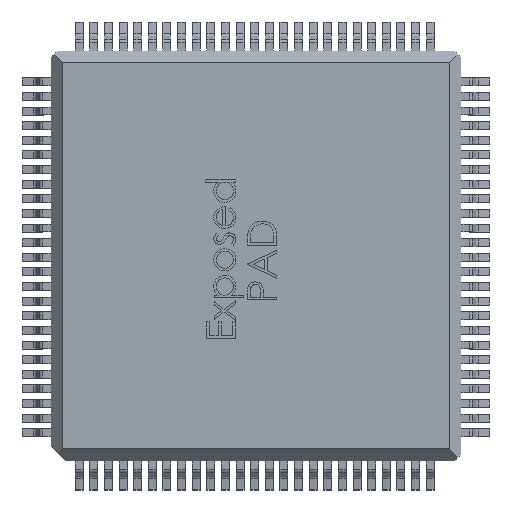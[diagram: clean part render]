
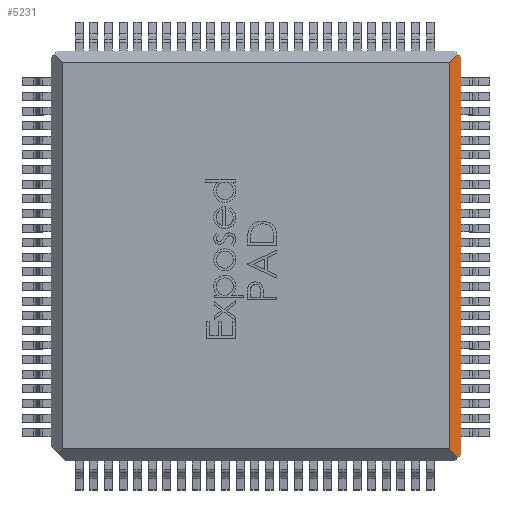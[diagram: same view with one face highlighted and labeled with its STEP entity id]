
A CAD part, top view. The second image highlights one B-rep face of the part: STEP entity #5231.
In plain terms, the highlighted planar face has unit normal (0.707, 0, 0.707).
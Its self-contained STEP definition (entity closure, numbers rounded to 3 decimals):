
#536 = VERTEX_POINT('',#537);
#537 = CARTESIAN_POINT('',(6.645,-6.555,1.13));
#543 = EDGE_CURVE('',#536,#544,#546,.T.);
#544 = VERTEX_POINT('',#545);
#545 = CARTESIAN_POINT('',(6.645,6.645,1.13));
#546 = LINE('',#547,#548);
#547 = CARTESIAN_POINT('',(6.645,-6.955,1.13));
#548 = VECTOR('',#549,1.);
#549 = DIRECTION('',(0.,1.,0.));
#2252 = VERTEX_POINT('',#2253);
#2253 = CARTESIAN_POINT('',(7.045,-6.755,0.73));
#2259 = EDGE_CURVE('',#2252,#2260,#2262,.T.);
#2260 = VERTEX_POINT('',#2261);
#2261 = CARTESIAN_POINT('',(6.945,-6.855,0.83));
#2262 = LINE('',#2263,#2264);
#2263 = CARTESIAN_POINT('',(6.712,-7.088,
    1.063));
#2264 = VECTOR('',#2265,1.);
#2265 = DIRECTION('',(-0.577,-0.577,0.577));
#3142 = VERTEX_POINT('',#3143);
#3143 = CARTESIAN_POINT('',(7.045,6.845,0.73));
#3149 = EDGE_CURVE('',#3142,#2252,#3150,.T.);
#3150 = LINE('',#3151,#3152);
#3151 = CARTESIAN_POINT('',(7.045,-6.755,0.73));
#3152 = VECTOR('',#3153,1.);
#3153 = DIRECTION('',(0.,-1.,0.));
#3189 = VERTEX_POINT('',#3190);
#3190 = CARTESIAN_POINT('',(6.945,6.945,0.83));
#3196 = EDGE_CURVE('',#3189,#3142,#3197,.T.);
#3197 = LINE('',#3198,#3199);
#3198 = CARTESIAN_POINT('',(11.378,2.512,
    -3.603));
#3199 = VECTOR('',#3200,1.);
#3200 = DIRECTION('',(0.577,-0.577,-0.577));
#5122 = EDGE_CURVE('',#2260,#536,#5123,.T.);
#5123 = LINE('',#5124,#5125);
#5124 = CARTESIAN_POINT('',(2.112,-2.022,
    5.663));
#5125 = VECTOR('',#5126,1.);
#5126 = DIRECTION('',(-0.577,0.577,0.577));
#5203 = EDGE_CURVE('',#544,#3189,#5204,.T.);
#5204 = LINE('',#5205,#5206);
#5205 = CARTESIAN_POINT('',(2.112,2.112,5.663
    ));
#5206 = VECTOR('',#5207,1.);
#5207 = DIRECTION('',(0.577,0.577,-0.577));
#5231 = ADVANCED_FACE('',(#5232),#5240,.F.);
#5232 = FACE_BOUND('',#5233,.T.);
#5233 = EDGE_LOOP('',(#5234,#5235,#5236,#5237,#5238,#5239));
#5234 = ORIENTED_EDGE('',*,*,#2259,.F.);
#5235 = ORIENTED_EDGE('',*,*,#3149,.F.);
#5236 = ORIENTED_EDGE('',*,*,#3196,.F.);
#5237 = ORIENTED_EDGE('',*,*,#5203,.F.);
#5238 = ORIENTED_EDGE('',*,*,#543,.F.);
#5239 = ORIENTED_EDGE('',*,*,#5122,.F.);
#5240 = PLANE('',#5241);
#5241 = AXIS2_PLACEMENT_3D('',#5242,#5243,#5244);
#5242 = CARTESIAN_POINT('',(6.645,-6.955,1.13));
#5243 = DIRECTION('',(-0.707,0.,
    -0.707));
#5244 = DIRECTION('',(-0.707,0.,
    0.707));
